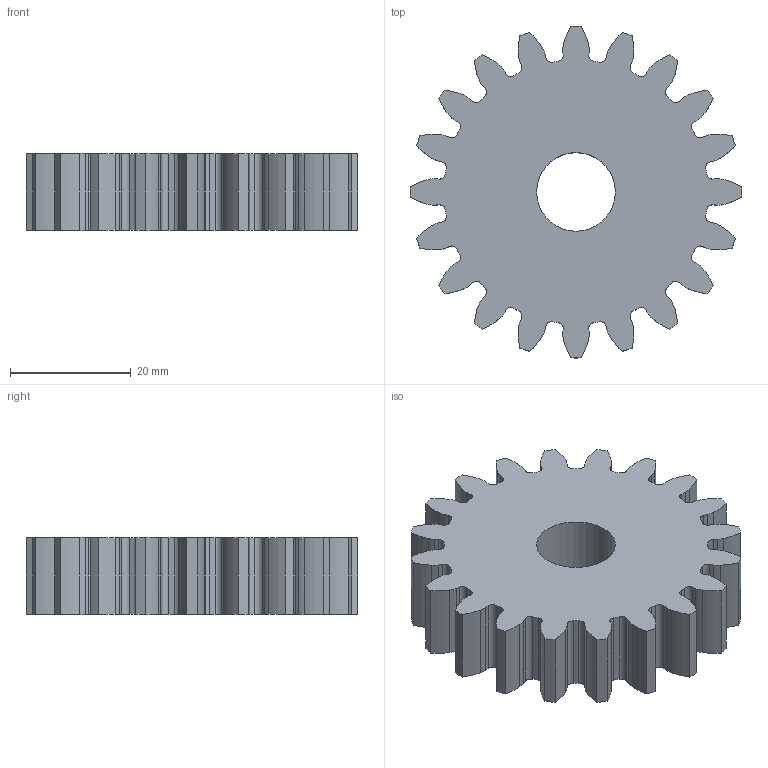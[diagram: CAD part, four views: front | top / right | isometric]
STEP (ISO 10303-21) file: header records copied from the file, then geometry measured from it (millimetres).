
FILE_DESCRIPTION(('FreeCAD Model'),'2;1');
FILE_NAME('E0.stp', '2018-10-09T10:16:39',('FreeCAD'),('FreeCAD'), 'Open CASCADE STEP processor 6.9','FreeCAD','Unknown');
FILE_SCHEMA(('AUTOMOTIVE_DESIGN { 1 0 10303 214 1 1 1 1 }'));
Length unit declared in the file: millimetre
Products named in the file (1): Open CASCADE STEP translator 6.9 1
Bounding box: 55 x 55 x 12.7 mm (x, y, z)
Volume: 22723.9 mm3; surface area: 8084.7 mm2
Topology: 1 solids, 1 shells, 203 faces, 603 edges, 402 vertices
Faces by surface type: cylinder 81, extrusion 80, plane 42
Full cylindrical faces by diameter (mm): 13.044 x1
Entity records: 15478 total; most frequent: CARTESIAN_POINT 4107, DIRECTION 1897, VECTOR 1245, ORIENTED_EDGE 1206, PCURVE 1206, DEFINITIONAL_REPRESENTATION 1206, LINE 1165, EDGE_CURVE 603
